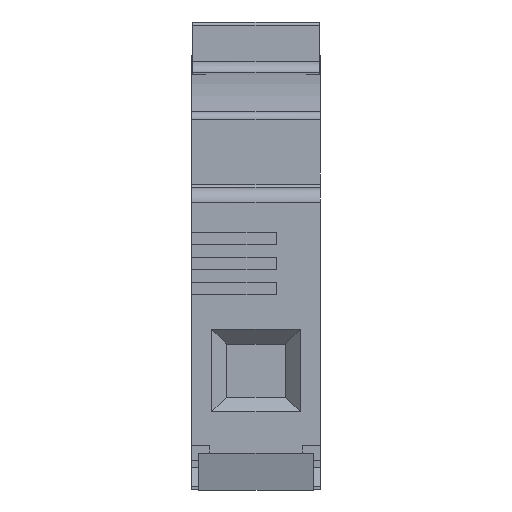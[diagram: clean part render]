
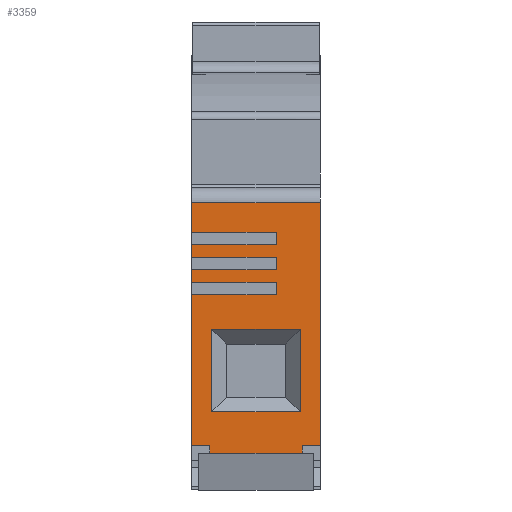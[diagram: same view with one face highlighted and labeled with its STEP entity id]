
A CAD part, front view. The second image highlights one B-rep face of the part: STEP entity #3359.
In plain terms, the highlighted free-form (B-spline) face has degree [1, 1] with [2, 2] control points.
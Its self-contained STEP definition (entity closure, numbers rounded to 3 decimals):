
#1214=CARTESIAN_POINT('V163',(2.75,-58.2,
   17.8));
#1215=VERTEX_POINT('V163',#1214);
#1221=CARTESIAN_POINT('V162',(2.75,-58.2,
   6.6));
#1222=VERTEX_POINT('V162',#1221);
#1223=CARTESIAN_POINT('E215',(2.75,-58.2,
   6.6));
#1224=CARTESIAN_POINT('E215',(2.75,-58.2,
   17.8));
#1225=QUASI_UNIFORM_CURVE('E215',1,(#1223,#1224),.POLYLINE_FORM.,.F.,
   .U.);
#1226=EDGE_CURVE('E215',#1222,#1215,#1225,.T.);
#1242=CARTESIAN_POINT('V164',(14.75,-58.2,
   17.8));
#1243=VERTEX_POINT('V164',#1242);
#1249=CARTESIAN_POINT('E216',(2.75,-58.2,
   17.8));
#1250=CARTESIAN_POINT('E216',(14.75,-58.2,
   17.8));
#1251=QUASI_UNIFORM_CURVE('E216',1,(#1249,#1250),.POLYLINE_FORM.,.F.,
   .U.);
#1252=EDGE_CURVE('E216',#1215,#1243,#1251,.T.);
#1264=CARTESIAN_POINT('V161',(14.75,-58.2,
   6.6));
#1265=VERTEX_POINT('V161',#1264);
#1271=CARTESIAN_POINT('E217',(14.75,-58.2,
   17.8));
#1272=CARTESIAN_POINT('E217',(14.75,-58.2,
   6.6));
#1273=QUASI_UNIFORM_CURVE('E217',1,(#1271,#1272),.POLYLINE_FORM.,.F.,
   .U.);
#1274=EDGE_CURVE('E217',#1243,#1265,#1273,.T.);
#1289=CARTESIAN_POINT('E214',(14.75,-58.2,
   6.6));
#1290=CARTESIAN_POINT('E214',(2.75,-58.2,
   6.6));
#1291=QUASI_UNIFORM_CURVE('E214',1,(#1289,#1290),.POLYLINE_FORM.,.F.,
   .U.);
#1292=EDGE_CURVE('E214',#1265,#1222,#1291,.T.);
#1304=CARTESIAN_POINT('V159',(11.5,-58.2,
   24.2));
#1305=VERTEX_POINT('V159',#1304);
#1318=CARTESIAN_POINT('V160',(11.5,-58.2,
   22.5));
#1319=VERTEX_POINT('V160',#1318);
#1325=CARTESIAN_POINT('E211',(11.5,-58.2,
   24.2));
#1326=CARTESIAN_POINT('E211',(11.5,-58.2,
   22.5));
#1327=QUASI_UNIFORM_CURVE('E211',1,(#1325,#1326),.POLYLINE_FORM.,.F.,
   .U.);
#1328=EDGE_CURVE('E211',#1305,#1319,#1327,.T.);
#1338=CARTESIAN_POINT('V29',(0.,-58.2,
   22.5));
#1339=VERTEX_POINT('V29',#1338);
#1340=CARTESIAN_POINT('E212',(11.5,-58.2,
   22.5));
#1341=CARTESIAN_POINT('E212',(0.0,-58.2,
   22.5));
#1342=QUASI_UNIFORM_CURVE('E212',1,(#1340,#1341),.POLYLINE_FORM.,.F.,
   .U.);
#1343=EDGE_CURVE('E212',#1319,#1339,#1342,.T.);
#1390=CARTESIAN_POINT('V32',(0.,-58.2,
   24.2));
#1391=VERTEX_POINT('V32',#1390);
#1392=CARTESIAN_POINT('E210',(0.0,-58.2,
   24.2));
#1393=CARTESIAN_POINT('E210',(11.5,-58.2,
   24.2));
#1394=QUASI_UNIFORM_CURVE('E210',1,(#1392,#1393),.POLYLINE_FORM.,.F.,
   .U.);
#1395=EDGE_CURVE('E210',#1391,#1305,#1394,.T.);
#1412=CARTESIAN_POINT('V157',(11.5,-58.2,
   27.6));
#1413=VERTEX_POINT('V157',#1412);
#1426=CARTESIAN_POINT('V158',(11.5,-58.2,
   25.9));
#1427=VERTEX_POINT('V158',#1426);
#1433=CARTESIAN_POINT('E208',(11.5,-58.2,
   27.6));
#1434=CARTESIAN_POINT('E208',(11.5,-58.2,
   25.9));
#1435=QUASI_UNIFORM_CURVE('E208',1,(#1433,#1434),.POLYLINE_FORM.,.F.,
   .U.);
#1436=EDGE_CURVE('E208',#1413,#1427,#1435,.T.);
#1446=CARTESIAN_POINT('V33',(0.,-58.2,
   25.9));
#1447=VERTEX_POINT('V33',#1446);
#1448=CARTESIAN_POINT('E209',(11.5,-58.2,
   25.9));
#1449=CARTESIAN_POINT('E209',(0.0,-58.2,
   25.9));
#1450=QUASI_UNIFORM_CURVE('E209',1,(#1448,#1449),.POLYLINE_FORM.,.F.,
   .U.);
#1451=EDGE_CURVE('E209',#1427,#1447,#1450,.T.);
#1498=CARTESIAN_POINT('V36',(0.,-58.2,
   27.6));
#1499=VERTEX_POINT('V36',#1498);
#1500=CARTESIAN_POINT('E207',(0.0,-58.2,
   27.6));
#1501=CARTESIAN_POINT('E207',(11.5,-58.2,
   27.6));
#1502=QUASI_UNIFORM_CURVE('E207',1,(#1500,#1501),.POLYLINE_FORM.,.F.,
   .U.);
#1503=EDGE_CURVE('E207',#1499,#1413,#1502,.T.);
#1520=CARTESIAN_POINT('V155',(11.5,-58.2,
   31.0));
#1521=VERTEX_POINT('V155',#1520);
#1534=CARTESIAN_POINT('V156',(11.5,-58.2,
   29.3));
#1535=VERTEX_POINT('V156',#1534);
#1541=CARTESIAN_POINT('E205',(11.5,-58.2,
   31.0));
#1542=CARTESIAN_POINT('E205',(11.5,-58.2,
   29.3));
#1543=QUASI_UNIFORM_CURVE('E205',1,(#1541,#1542),.POLYLINE_FORM.,.F.,
   .U.);
#1544=EDGE_CURVE('E205',#1521,#1535,#1543,.T.);
#1554=CARTESIAN_POINT('V37',(0.,-58.2,
   29.3));
#1555=VERTEX_POINT('V37',#1554);
#1556=CARTESIAN_POINT('E206',(11.5,-58.2,
   29.3));
#1557=CARTESIAN_POINT('E206',(0.0,-58.2,
   29.3));
#1558=QUASI_UNIFORM_CURVE('E206',1,(#1556,#1557),.POLYLINE_FORM.,.F.,
   .U.);
#1559=EDGE_CURVE('E206',#1535,#1555,#1558,.T.);
#1606=CARTESIAN_POINT('V40',(0.,-58.2,31.0)
   );
#1607=VERTEX_POINT('V40',#1606);
#1608=CARTESIAN_POINT('E204',(0.0,-58.2,31.0));
#1609=CARTESIAN_POINT('E204',(11.5,-58.2,
   31.0));
#1610=QUASI_UNIFORM_CURVE('E204',1,(#1608,#1609),.POLYLINE_FORM.,.F.,
   .U.);
#1611=EDGE_CURVE('E204',#1607,#1521,#1610,.T.);
#1635=CARTESIAN_POINT('V151',(2.5,-58.2,
   2.0));
#1636=VERTEX_POINT('V151',#1635);
#1642=CARTESIAN_POINT('V28',(0.,-58.2,2.0)
   );
#1643=VERTEX_POINT('V28',#1642);
#1644=CARTESIAN_POINT('E199',(2.5,-58.2,
   2.0));
#1645=CARTESIAN_POINT('E199',(0.0,-58.2,2.0));
#1646=QUASI_UNIFORM_CURVE('E199',1,(#1644,#1645),.POLYLINE_FORM.,.F.,
   .U.);
#1647=EDGE_CURVE('E199',#1636,#1643,#1646,.T.);
#1670=CARTESIAN_POINT('V152',(2.5,-58.2,
   1.));
#1671=VERTEX_POINT('V152',#1670);
#1677=CARTESIAN_POINT('E213',(2.5,-58.2,
   2.0));
#1678=CARTESIAN_POINT('E213',(2.5,-58.2,
   1.));
#1679=QUASI_UNIFORM_CURVE('E213',1,(#1677,#1678),.POLYLINE_FORM.,.F.,
   .U.);
#1680=EDGE_CURVE('E213',#1636,#1671,#1679,.T.);
#1847=CARTESIAN_POINT('V153',(15.0,-58.2,
   1.));
#1848=VERTEX_POINT('V153',#1847);
#1876=CARTESIAN_POINT('V154',(15.0,-58.2,2.0));
#1877=VERTEX_POINT('V154',#1876);
#1883=CARTESIAN_POINT('E201',(15.0,-58.2,
   1.));
#1884=CARTESIAN_POINT('E201',(15.0,-58.2,2.0));
#1885=QUASI_UNIFORM_CURVE('E201',1,(#1883,#1884),.POLYLINE_FORM.,.F.,
   .U.);
#1886=EDGE_CURVE('E201',#1848,#1877,#1885,.T.);
#1896=CARTESIAN_POINT('V117',(17.5,-58.2,
   2.0));
#1897=VERTEX_POINT('V117',#1896);
#1898=CARTESIAN_POINT('E202',(15.0,-58.2,2.0));
#1899=CARTESIAN_POINT('E202',(17.5,-58.2,
   2.0));
#1900=QUASI_UNIFORM_CURVE('E202',1,(#1898,#1899),.POLYLINE_FORM.,.F.,
   .U.);
#1901=EDGE_CURVE('E202',#1877,#1897,#1900,.T.);
#3289=CARTESIAN_POINT('E200',(2.5,-58.2,
   1.));
#3290=CARTESIAN_POINT('E200',(15.0,-58.2,
   1.));
#3291=QUASI_UNIFORM_CURVE('E200',1,(#3289,#3290),.POLYLINE_FORM.,.F.,
   .U.);
#3292=EDGE_CURVE('E200',#1671,#1848,#3291,.T.);
#3298=CARTESIAN_POINT('F46',(-0.875,-58.2,
   36.7));
#3299=CARTESIAN_POINT('F46',(-0.875,-58.2,
   -0.7));
#3300=CARTESIAN_POINT('F46',(18.375,-58.2,
   36.7));
#3301=CARTESIAN_POINT('F46',(18.375,-58.2,
   -0.7));
#3302=B_SPLINE_SURFACE_WITH_KNOTS('F46',1,1,((#3298,#3300),(#3299,
   #3301)),.PLANE_SURF.,.F.,.F.,.U.,(2,2),(2,2),(0.0,
   1.943),(0.0,1.0),.UNSPECIFIED.);
#3303=ORIENTED_EDGE('E200',*,*,#3292,.T.);
#3304=ORIENTED_EDGE('F54',*,*,#1886,.T.);
#3305=ORIENTED_EDGE('E202',*,*,#1901,.T.);
#3306=CARTESIAN_POINT('V116',(17.5,-58.2,
   35.0));
#3307=VERTEX_POINT('V116',#3306);
#3308=CARTESIAN_POINT('E143',(17.5,-58.2,
   35.0));
#3309=CARTESIAN_POINT('E143',(17.5,-58.2,
   2.0));
#3310=QUASI_UNIFORM_CURVE('E143',1,(#3308,#3309),.POLYLINE_FORM.,.F.,
   .U.);
#3311=EDGE_CURVE('E143',#3307,#1897,#3310,.T.);
#3312=ORIENTED_EDGE('E143',*,*,#3311,.F.);
#3313=CARTESIAN_POINT('V41',(0.,-58.2,35.0)
   );
#3314=VERTEX_POINT('V41',#3313);
#3315=CARTESIAN_POINT('E203',(17.5,-58.2,
   35.0));
#3316=CARTESIAN_POINT('E203',(0.0,-58.2,35.0));
#3317=QUASI_UNIFORM_CURVE('E203',1,(#3315,#3316),.POLYLINE_FORM.,.F.,
   .U.);
#3318=EDGE_CURVE('E203',#3307,#3314,#3317,.T.);
#3319=ORIENTED_EDGE('E203',*,*,#3318,.T.);
#3320=CARTESIAN_POINT('E40',(0.0,-58.2,31.0));
#3321=CARTESIAN_POINT('E40',(0.0,-58.2,35.0));
#3322=QUASI_UNIFORM_CURVE('E40',1,(#3320,#3321),.POLYLINE_FORM.,.F.,
   .U.);
#3323=EDGE_CURVE('E40',#1607,#3314,#3322,.T.);
#3324=ORIENTED_EDGE('E40',*,*,#3323,.F.);
#3325=ORIENTED_EDGE('E204',*,*,#1611,.T.);
#3326=ORIENTED_EDGE('F70',*,*,#1544,.T.);
#3327=ORIENTED_EDGE('E206',*,*,#1559,.T.);
#3328=CARTESIAN_POINT('E36',(0.0,-58.2,
   27.6));
#3329=CARTESIAN_POINT('E36',(0.0,-58.2,
   29.3));
#3330=QUASI_UNIFORM_CURVE('E36',1,(#3328,#3329),.POLYLINE_FORM.,.F.,
   .U.);
#3331=EDGE_CURVE('E36',#1499,#1555,#3330,.T.);
#3332=ORIENTED_EDGE('E36',*,*,#3331,.F.);
#3333=ORIENTED_EDGE('E207',*,*,#1503,.T.);
#3334=ORIENTED_EDGE('F66',*,*,#1436,.T.);
#3335=ORIENTED_EDGE('E209',*,*,#1451,.T.);
#3336=CARTESIAN_POINT('E32',(0.0,-58.2,
   24.2));
#3337=CARTESIAN_POINT('E32',(0.0,-58.2,
   25.9));
#3338=QUASI_UNIFORM_CURVE('E32',1,(#3336,#3337),.POLYLINE_FORM.,.F.,
   .U.);
#3339=EDGE_CURVE('E32',#1391,#1447,#3338,.T.);
#3340=ORIENTED_EDGE('E32',*,*,#3339,.F.);
#3341=ORIENTED_EDGE('E210',*,*,#1395,.T.);
#3342=ORIENTED_EDGE('F62',*,*,#1328,.T.);
#3343=ORIENTED_EDGE('E212',*,*,#1343,.T.);
#3344=CARTESIAN_POINT('E28',(0.0,-58.2,2.0));
#3345=CARTESIAN_POINT('E28',(0.0,-58.2,
   22.5));
#3346=QUASI_UNIFORM_CURVE('E28',1,(#3344,#3345),.POLYLINE_FORM.,.F.,
   .U.);
#3347=EDGE_CURVE('E28',#1643,#1339,#3346,.T.);
#3348=ORIENTED_EDGE('E28',*,*,#3347,.F.);
#3349=ORIENTED_EDGE('E199',*,*,#1647,.F.);
#3350=ORIENTED_EDGE('F47',*,*,#1680,.T.);
#3351=EDGE_LOOP('F46',(#3303,#3304,#3305,#3312,#3319,#3324,#3325,
   #3326,#3327,#3332,#3333,#3334,#3335,#3340,#3341,#3342,#3343,#3348,
   #3349,#3350));
#3352=FACE_OUTER_BOUND('F46',#3351,.T.);
#3353=ORIENTED_EDGE('F88',*,*,#1292,.T.);
#3354=ORIENTED_EDGE('E215',*,*,#1226,.T.);
#3355=ORIENTED_EDGE('E216',*,*,#1252,.T.);
#3356=ORIENTED_EDGE('E217',*,*,#1274,.T.);
#3357=EDGE_LOOP('F46',(#3353,#3354,#3355,#3356));
#3358=FACE_BOUND('F46',#3357,.T.);
#3359=ADVANCED_FACE('F46',(#3352,#3358),#3302,.T.);
